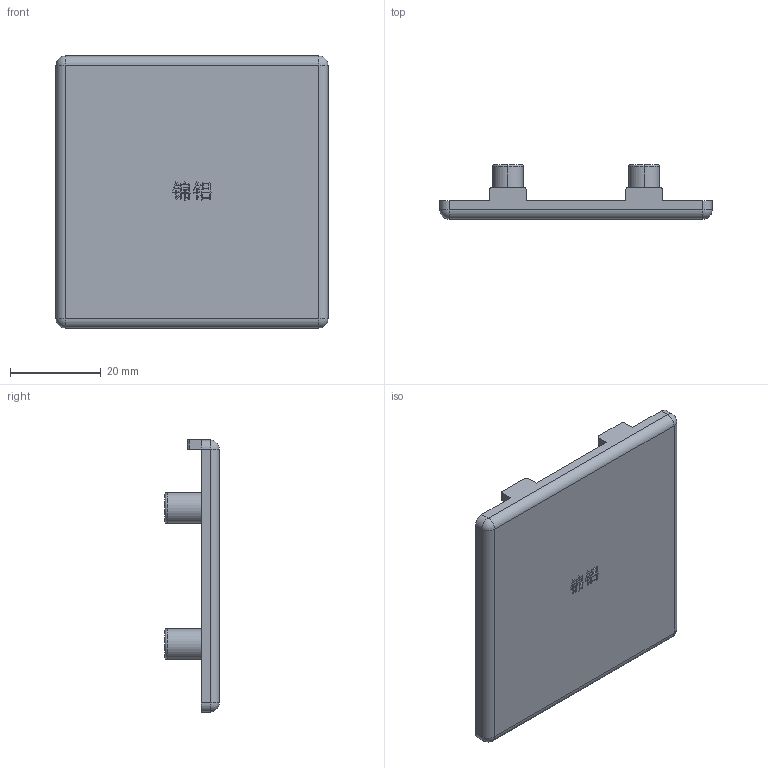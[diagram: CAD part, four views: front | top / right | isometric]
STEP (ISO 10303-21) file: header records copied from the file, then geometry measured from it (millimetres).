
FILE_DESCRIPTION (( 'STEP AP203' ), '1' );
FILE_NAME ('韁梓6060邧羞傷裔.STEP', '2019-07-31T05:35:57', ( 'User' ), ( 'China' ), 'SwSTEP 2.0', 'SolidWorks 2015', '' );
FILE_SCHEMA (( 'CONFIG_CONTROL_DESIGN' ));
Length unit declared in the file: millimetre
Products named in the file (1): 韁梓6060邧羞傷裔
Bounding box: 60 x 12 x 60 mm (x, y, z)
Volume: 9944.7 mm3; surface area: 9920.7 mm2
Topology: 1 solids, 1 shells, 216 faces, 579 edges, 374 vertices
Faces by surface type: plane 148, cylinder 28, bspline 28, torus 8, sphere 4
Entity records: 7588 total; most frequent: CARTESIAN_POINT 2274, ORIENTED_EDGE 1150, DIRECTION 961, EDGE_CURVE 575, LINE 455, VECTOR 455, VERTEX_POINT 374, AXIS2_PLACEMENT_3D 253
